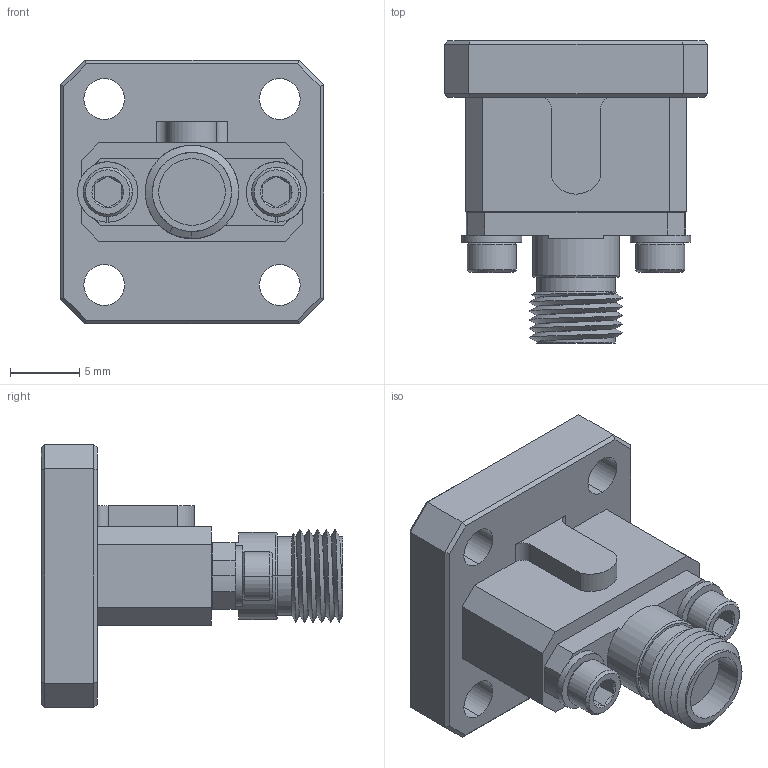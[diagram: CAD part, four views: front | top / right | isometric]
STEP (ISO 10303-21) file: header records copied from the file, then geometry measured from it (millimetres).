
FILE_DESCRIPTION (( 'STEP AP203' ), '1' );
FILE_NAME ('SWC-28KF-E1.STEP', '2021-07-09T00:13:02', ( '' ), ( '' ), 'SwSTEP 2.0', 'SolidWorks 2021', '' );
FILE_SCHEMA (( 'CONFIG_CONTROL_DESIGN' ));
Length unit declared in the file: inch
Products named in the file (1): SWC-28KF-E1
Bounding box: 19.05 x 21.84 x 19.05 mm (x, y, z)
Volume: 2642.2 mm3; surface area: 1991.1 mm2
Topology: 1 solids, 1 shells, 176 faces, 436 edges, 270 vertices
Faces by surface type: plane 84, cylinder 58, cone 26, bspline 6, torus 2
Entity records: 8430 total; most frequent: CARTESIAN_POINT 4281, ORIENTED_EDGE 872, DIRECTION 818, EDGE_CURVE 436, AXIS2_PLACEMENT_3D 290, VERTEX_POINT 270, LINE 238, VECTOR 238
